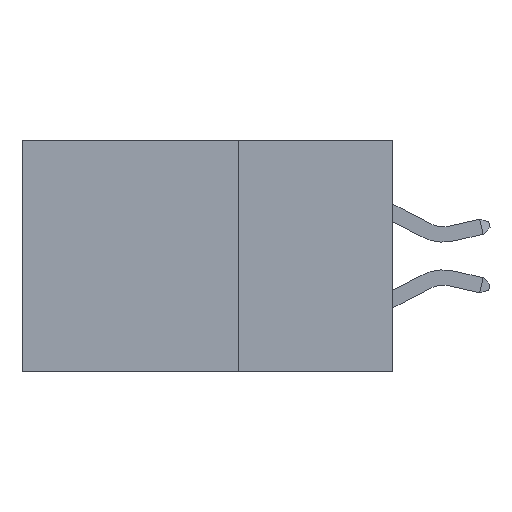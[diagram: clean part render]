
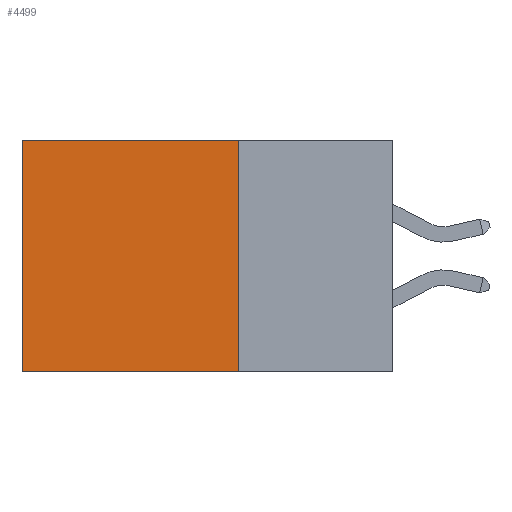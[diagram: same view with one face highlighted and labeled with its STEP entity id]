
A CAD part, left-side view. The second image highlights one B-rep face of the part: STEP entity #4499.
In plain terms, the highlighted planar face has unit normal (-1, 0, 0).
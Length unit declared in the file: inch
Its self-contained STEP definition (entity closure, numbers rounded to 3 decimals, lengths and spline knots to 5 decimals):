
#293 = CARTESIAN_POINT ( 'NONE',  ( 0.2875, 0.25, -0.375 ) ) ;
#491 = EDGE_CURVE ( 'NONE', #2867, #7829, #3826, .T. ) ;
#527 = ORIENTED_EDGE ( 'NONE', *, *, #3131, .F. ) ;
#720 = DIRECTION ( 'NONE',  ( 0., 0., -1. ) ) ;
#758 = AXIS2_PLACEMENT_3D ( 'NONE', #1055, #5764, #720 ) ;
#996 = CARTESIAN_POINT ( 'NONE',  ( 0.2875, 0.25, -0.375 ) ) ;
#1055 = CARTESIAN_POINT ( 'NONE',  ( 0.2875, 0.25, -0.375 ) ) ;
#1350 = PLANE ( 'NONE',  #758 ) ;
#1619 = VERTEX_POINT ( 'NONE', #2539 ) ;
#1730 = DIRECTION ( 'NONE',  ( 0., 1., 0. ) ) ;
#1805 = ORIENTED_EDGE ( 'NONE', *, *, #4273, .T. ) ;
#1858 = DIRECTION ( 'NONE',  ( 0., 0., -1. ) ) ;
#1867 = VECTOR ( 'NONE', #4422, 39.37008 ) ;
#2420 = LINE ( 'NONE', #3991, #7359 ) ;
#2539 = CARTESIAN_POINT ( 'NONE',  ( 0.2875, 0.25, -0.375 ) ) ;
#2715 = ORIENTED_EDGE ( 'NONE', *, *, #7857, .F. ) ;
#2867 = VERTEX_POINT ( 'NONE', #8144 ) ;
#3131 = EDGE_CURVE ( 'NONE', #1619, #7626, #6535, .T. ) ;
#3619 = DIRECTION ( 'NONE',  ( 0., 1., 0. ) ) ;
#3667 = CARTESIAN_POINT ( 'NONE',  ( 0.2875, 0.6, -0.375 ) ) ;
#3697 = LINE ( 'NONE', #293, #1867 ) ;
#3826 = LINE ( 'NONE', #4368, #4254 ) ;
#3991 = CARTESIAN_POINT ( 'NONE',  ( 0.2875, 0.6, -0.375 ) ) ;
#4254 = VECTOR ( 'NONE', #3619, 39.37008 ) ;
#4273 = EDGE_CURVE ( 'NONE', #7829, #7626, #2420, .T. ) ;
#4368 = CARTESIAN_POINT ( 'NONE',  ( 0.2875, 0.25, 0. ) ) ;
#4422 = DIRECTION ( 'NONE',  ( 0., 0., -1. ) ) ;
#4499 = ADVANCED_FACE ( 'NONE', ( #5658 ), #1350, .F. ) ;
#5658 = FACE_OUTER_BOUND ( 'NONE', #6712, .T. ) ;
#5693 = ORIENTED_EDGE ( 'NONE', *, *, #491, .T. ) ;
#5764 = DIRECTION ( 'NONE',  ( 1., 0., 0. ) ) ;
#6535 = LINE ( 'NONE', #996, #7167 ) ;
#6712 = EDGE_LOOP ( 'NONE', ( #1805, #527, #2715, #5693 ) ) ;
#7167 = VECTOR ( 'NONE', #1730, 39.37008 ) ;
#7359 = VECTOR ( 'NONE', #1858, 39.37008 ) ;
#7626 = VERTEX_POINT ( 'NONE', #3667 ) ;
#7829 = VERTEX_POINT ( 'NONE', #8051 ) ;
#7857 = EDGE_CURVE ( 'NONE', #2867, #1619, #3697, .T. ) ;
#8051 = CARTESIAN_POINT ( 'NONE',  ( 0.2875, 0.6, 0. ) ) ;
#8144 = CARTESIAN_POINT ( 'NONE',  ( 0.2875, 0.25, 0. ) ) ;
